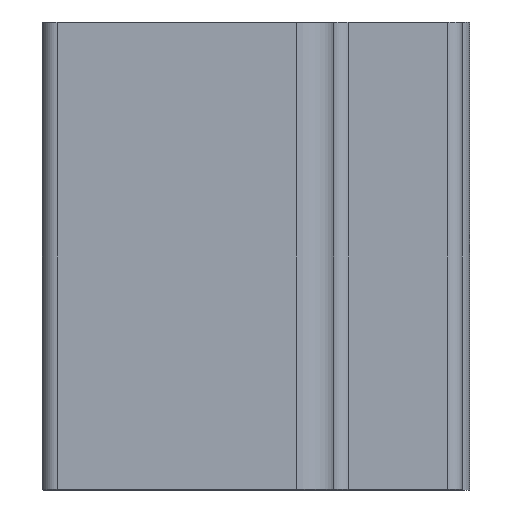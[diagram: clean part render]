
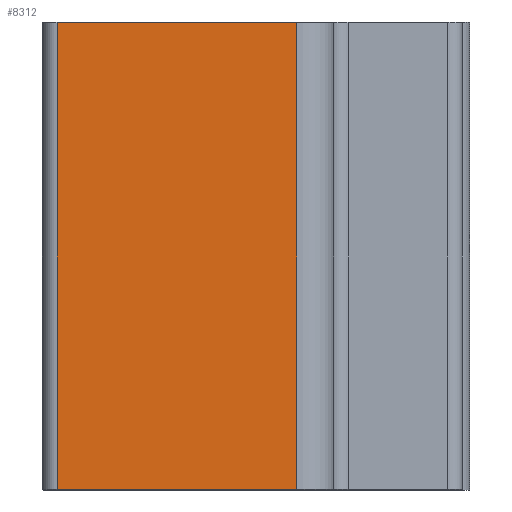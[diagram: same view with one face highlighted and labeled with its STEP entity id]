
A CAD part, left-side view. The second image highlights one B-rep face of the part: STEP entity #8312.
In plain terms, the highlighted planar face has unit normal (-1, 0, 0).
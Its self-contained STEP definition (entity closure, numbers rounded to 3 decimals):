
#146 = VECTOR ( 'NONE', #4003, 1000. ) ;
#493 = DIRECTION ( 'NONE',  ( 0., 1., 0. ) ) ;
#598 = CARTESIAN_POINT ( 'NONE',  ( -17.6, 0., -6.33 ) ) ;
#610 = CARTESIAN_POINT ( 'NONE',  ( -17.6, -1.1, 6.35 ) ) ;
#1254 = LINE ( 'NONE', #2811, #146 ) ;
#1376 = CARTESIAN_POINT ( 'NONE',  ( -17.6, 5.4, -6.33 ) ) ;
#2060 = LINE ( 'NONE', #2422, #3375 ) ;
#2288 = ORIENTED_EDGE ( 'NONE', *, *, #7558, .T. ) ;
#2401 = DIRECTION ( 'NONE',  ( 0., 1., 0. ) ) ;
#2422 = CARTESIAN_POINT ( 'NONE',  ( -17.6, 5.4, 6.33 ) ) ;
#2487 = VERTEX_POINT ( 'NONE', #4655 ) ;
#2763 = VERTEX_POINT ( 'NONE', #4032 ) ;
#2811 = CARTESIAN_POINT ( 'NONE',  ( -17.6, 5.4, 6.35 ) ) ;
#2974 = VECTOR ( 'NONE', #5869, 1000. ) ;
#3041 = DIRECTION ( 'NONE',  ( 1., 0., 0. ) ) ;
#3375 = VECTOR ( 'NONE', #2401, 1000. ) ;
#3567 = ORIENTED_EDGE ( 'NONE', *, *, #6472, .F. ) ;
#3730 = CARTESIAN_POINT ( 'NONE',  ( -17.6, 0., 6.35 ) ) ;
#4003 = DIRECTION ( 'NONE',  ( 0., 0., -1. ) ) ;
#4032 = CARTESIAN_POINT ( 'NONE',  ( -17.6, 5.4, 6.33 ) ) ;
#4173 = EDGE_LOOP ( 'NONE', ( #6926, #2288, #3567, #4652 ) ) ;
#4652 = ORIENTED_EDGE ( 'NONE', *, *, #8374, .T. ) ;
#4655 = CARTESIAN_POINT ( 'NONE',  ( -17.6, -1.1, 6.33 ) ) ;
#4814 = VERTEX_POINT ( 'NONE', #7628 ) ;
#4873 = VECTOR ( 'NONE', #5105, 1000. ) ;
#4917 = LINE ( 'NONE', #598, #2974 ) ;
#5105 = DIRECTION ( 'NONE',  ( 0., 0., -1. ) ) ;
#5207 = FACE_OUTER_BOUND ( 'NONE', #4173, .T. ) ;
#5299 = VERTEX_POINT ( 'NONE', #1376 ) ;
#5461 = EDGE_CURVE ( 'NONE', #2763, #5299, #1254, .T. ) ;
#5573 = LINE ( 'NONE', #610, #4873 ) ;
#5869 = DIRECTION ( 'NONE',  ( 0., -1., 0. ) ) ;
#6210 = PLANE ( 'NONE',  #6507 ) ;
#6472 = EDGE_CURVE ( 'NONE', #2487, #4814, #5573, .T. ) ;
#6507 = AXIS2_PLACEMENT_3D ( 'NONE', #3730, #3041, #493 ) ;
#6926 = ORIENTED_EDGE ( 'NONE', *, *, #5461, .T. ) ;
#7558 = EDGE_CURVE ( 'NONE', #5299, #4814, #4917, .T. ) ;
#7628 = CARTESIAN_POINT ( 'NONE',  ( -17.6, -1.1, -6.33 ) ) ;
#8312 = ADVANCED_FACE ( 'NONE', ( #5207 ), #6210, .F. ) ;
#8374 = EDGE_CURVE ( 'NONE', #2487, #2763, #2060, .T. ) ;
